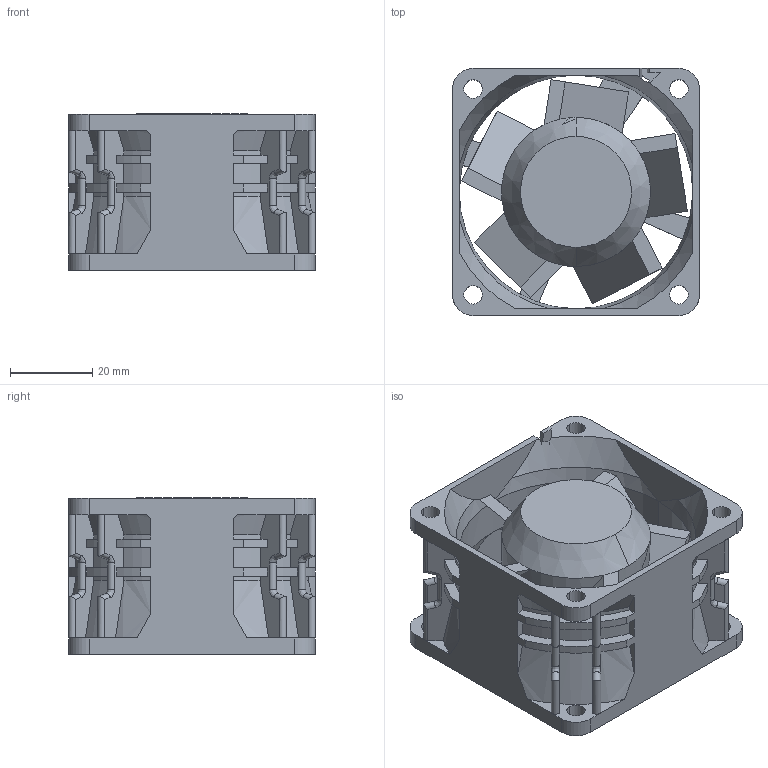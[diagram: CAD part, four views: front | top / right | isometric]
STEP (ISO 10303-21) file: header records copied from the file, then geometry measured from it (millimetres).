
FILE_DESCRIPTION((''),'2;1');
FILE_NAME('ASM0003_ASM','2022-02-24T',('HOWARD.YU'),(''),'CREO PARAMETRIC BY PTC INC, 2018220','CREO PARAMETRIC BY PTC INC, 2018220','');
FILE_SCHEMA(('CONFIG_CONTROL_DESIGN'));
Length unit declared in the file: millimetre
Products named in the file (3): ROTOR_10_5_1; FRAME001_3_1; ASM0003_ASM
Assembly tree (2 placements, depth 2):
  ASM0003_ASM
    ROTOR_10_5_1
    FRAME001_3_1
Bounding box: 60 x 60 x 38.13 mm (x, y, z)
Volume: 51752.3 mm3; surface area: 30764.7 mm2
Topology: 2 solids, 2 shells, 396 faces, 1178 edges, 782 vertices
Faces by surface type: plane 186, cylinder 147, cone 35, bspline 23, torus 5
Entity records: 17597 total; most frequent: CARTESIAN_POINT 6977, ORIENTED_EDGE 2356, DIRECTION 2077, EDGE_CURVE 1178, VERTEX_POINT 782, AXIS2_PLACEMENT_3D 725, VECTOR 627, LINE 627
